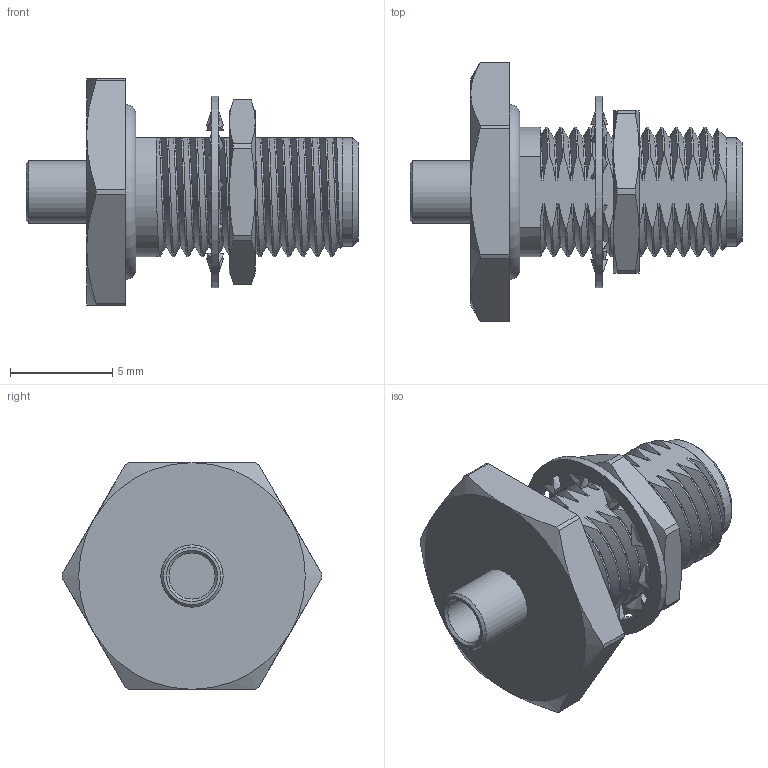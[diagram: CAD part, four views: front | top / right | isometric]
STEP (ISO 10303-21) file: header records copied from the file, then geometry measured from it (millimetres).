
FILE_DESCRIPTION (( 'STEP AP203' ), '1' );
FILE_NAME ('SC5833_3D.step', '2021-12-29T20:32:16', ( '' ), ( '' ), 'SwSTEP 2.0', 'SolidWorks 2021', '' );
FILE_SCHEMA (( 'CONFIG_CONTROL_DESIGN' ));
Length unit declared in the file: inch
Products named in the file (1): SC5833_3D
Bounding box: 16.26 x 12.7 x 11.1 mm (x, y, z)
Volume: 525.1 mm3; surface area: 1038.8 mm2
Topology: 5 solids, 5 shells, 200 faces, 577 edges, 391 vertices
Faces by surface type: bspline 85, cylinder 46, plane 43, cone 25, torus 1
Full cylindrical faces by diameter (mm): 0.94 x1, 1.194 x2, 2.261 x1, 3.048 x1, 4.293 x1, 5.309 x1, 6.35 x1, 8.89 x1, 9.398 x1
Entity records: 24187 total; most frequent: CARTESIAN_POINT 19872, ORIENTED_EDGE 1112, DIRECTION 563, EDGE_CURVE 556, VERTEX_POINT 385, B_SPLINE_CURVE_WITH_KNOTS 255, AXIS2_PLACEMENT_3D 231, EDGE_LOOP 225
